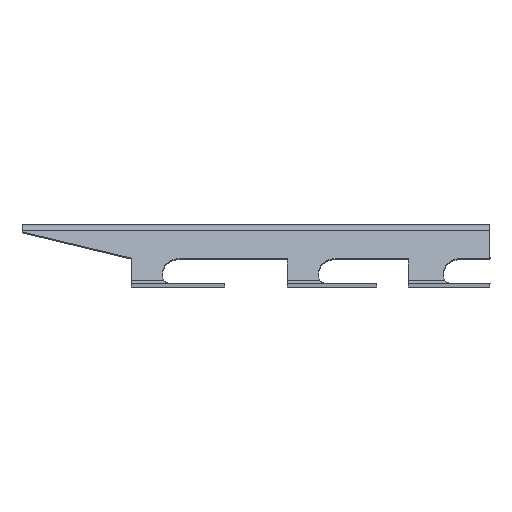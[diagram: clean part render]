
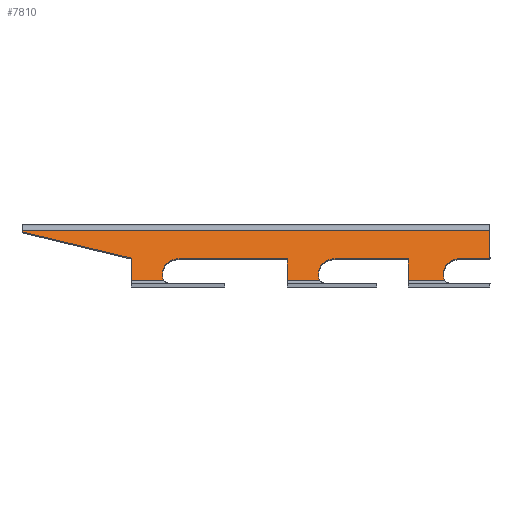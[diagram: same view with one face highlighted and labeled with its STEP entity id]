
A CAD part, left-side view. The second image highlights one B-rep face of the part: STEP entity #7810.
In plain terms, the highlighted planar face has unit normal (-0.966, 0, 0.259).
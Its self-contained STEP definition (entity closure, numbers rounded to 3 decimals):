
#107 = VERTEX_POINT ( 'NONE', #4531 ) ;
#149 = CARTESIAN_POINT ( 'NONE',  ( -63.801, -48.387, -14.259 ) ) ;
#239 = CARTESIAN_POINT ( 'NONE',  ( -63.801, 60., -14.259 ) ) ;
#299 = ORIENTED_EDGE ( 'NONE', *, *, #1892, .F. ) ;
#359 = FACE_OUTER_BOUND ( 'NONE', #3025, .T. ) ;
#385 = VECTOR ( 'NONE', #8726, 1000. ) ;
#453 = DIRECTION ( 'NONE',  ( -0.966, 0., 0.259 ) ) ;
#475 = EDGE_CURVE ( 'NONE', #3072, #1597, #1727, .T. ) ;
#680 = EDGE_CURVE ( 'NONE', #6126, #6323, #1624, .T. ) ;
#780 = ORIENTED_EDGE ( 'NONE', *, *, #8592, .T. ) ;
#805 = LINE ( 'NONE', #812, #1018 ) ;
#812 = CARTESIAN_POINT ( 'NONE',  ( -59.981, 32., 0. ) ) ;
#851 = EDGE_CURVE ( 'NONE', #1008, #7690, #4194, .T. ) ;
#874 = CARTESIAN_POINT ( 'NONE',  ( -63.801, 60., -14.259 ) ) ;
#942 = ORIENTED_EDGE ( 'NONE', *, *, #680, .T. ) ;
#1008 = VERTEX_POINT ( 'NONE', #1625 ) ;
#1018 = VECTOR ( 'NONE', #5638, 1000. ) ;
#1115 = CIRCLE ( 'NONE', #4166, 4. ) ;
#1264 = CIRCLE ( 'NONE', #7122, 4. ) ;
#1389 = EDGE_CURVE ( 'NONE', #3685, #4050, #4188, .T. ) ;
#1429 = LINE ( 'NONE', #7812, #5310 ) ;
#1525 = CARTESIAN_POINT ( 'NONE',  ( -62.322, 0., -8.738 ) ) ;
#1597 = VERTEX_POINT ( 'NONE', #6015 ) ;
#1624 = LINE ( 'NONE', #4823, #8715 ) ;
#1625 = CARTESIAN_POINT ( 'NONE',  ( -62.322, -20., -8.738 ) ) ;
#1668 = ORIENTED_EDGE ( 'NONE', *, *, #5804, .F. ) ;
#1727 = LINE ( 'NONE', #6418, #3553 ) ;
#1827 = CARTESIAN_POINT ( 'NONE',  ( -63.357, -20., -12.602 ) ) ;
#1857 = DIRECTION ( 'NONE',  ( 0.259, 0., 0.966 ) ) ;
#1892 = EDGE_CURVE ( 'NONE', #4550, #5622, #3756, .T. ) ;
#1970 = CARTESIAN_POINT ( 'NONE',  ( -59.981, 60., 0. ) ) ;
#2018 = EDGE_CURVE ( 'NONE', #107, #3219, #4098, .T. ) ;
#2341 = ORIENTED_EDGE ( 'NONE', *, *, #8013, .T. ) ;
#2464 = AXIS2_PLACEMENT_3D ( 'NONE', #1827, #453, #1857 ) ;
#2550 = EDGE_CURVE ( 'NONE', #3820, #1008, #5472, .T. ) ;
#2570 = CARTESIAN_POINT ( 'NONE',  ( -63.801, -8., -14.259 ) ) ;
#2650 = DIRECTION ( 'NONE',  ( -0.966, 0., 0.259 ) ) ;
#2812 = DIRECTION ( 'NONE',  ( 0., -1., 0. ) ) ;
#2824 = CARTESIAN_POINT ( 'NONE',  ( -63.195, 17.753, -11.995 ) ) ;
#2896 = DIRECTION ( 'NONE',  ( 0.966, 0., -0.259 ) ) ;
#2962 = VECTOR ( 'NONE', #3691, 1000. ) ;
#2979 = DIRECTION ( 'NONE',  ( -0.259, 0., -0.966 ) ) ;
#2987 = EDGE_CURVE ( 'NONE', #3037, #3820, #7732, .T. ) ;
#2998 = CARTESIAN_POINT ( 'NONE',  ( -63.801, 60., -14.259 ) ) ;
#3008 = DIRECTION ( 'NONE',  ( 0.259, 0., 0.966 ) ) ;
#3025 = EDGE_LOOP ( 'NONE', ( #780, #8193, #3349, #8105, #6713, #1668, #6397, #6826, #3824, #7906, #3089, #7202, #2341, #942, #4829, #299 ) ) ;
#3028 = VERTEX_POINT ( 'NONE', #4638 ) ;
#3037 = VERTEX_POINT ( 'NONE', #8751 ) ;
#3072 = VERTEX_POINT ( 'NONE', #2570 ) ;
#3089 = ORIENTED_EDGE ( 'NONE', *, *, #2987, .F. ) ;
#3219 = VERTEX_POINT ( 'NONE', #3456 ) ;
#3349 = ORIENTED_EDGE ( 'NONE', *, *, #3636, .T. ) ;
#3352 = DIRECTION ( 'NONE',  ( -0.966, 0., 0.259 ) ) ;
#3456 = CARTESIAN_POINT ( 'NONE',  ( -63.801, 23.613, -14.259 ) ) ;
#3553 = VECTOR ( 'NONE', #3008, 1000. ) ;
#3636 = EDGE_CURVE ( 'NONE', #4050, #107, #805, .T. ) ;
#3685 = VERTEX_POINT ( 'NONE', #8393 ) ;
#3691 = DIRECTION ( 'NONE',  ( 0., -1., 0. ) ) ;
#3733 = DIRECTION ( 'NONE',  ( -0.063, -0.97, -0.234 ) ) ;
#3756 = LINE ( 'NONE', #7616, #4955 ) ;
#3820 = VERTEX_POINT ( 'NONE', #5128 ) ;
#3824 = ORIENTED_EDGE ( 'NONE', *, *, #851, .F. ) ;
#3926 = CARTESIAN_POINT ( 'NONE',  ( -44.767, -39., 56.78 ) ) ;
#3964 = CARTESIAN_POINT ( 'NONE',  ( -60.378, 60., -1.482 ) ) ;
#4050 = VERTEX_POINT ( 'NONE', #6025 ) ;
#4093 = CARTESIAN_POINT ( 'NONE',  ( -62.322, -52., -8.738 ) ) ;
#4098 = LINE ( 'NONE', #2998, #7539 ) ;
#4166 = AXIS2_PLACEMENT_3D ( 'NONE', #7035, #2896, #7726 ) ;
#4188 = LINE ( 'NONE', #2824, #6020 ) ;
#4194 = CIRCLE ( 'NONE', #2464, 4. ) ;
#4279 = VERTEX_POINT ( 'NONE', #149 ) ;
#4327 = DIRECTION ( 'NONE',  ( 0., -1., 0. ) ) ;
#4471 = DIRECTION ( 'NONE',  ( 0., 1., 0. ) ) ;
#4531 = CARTESIAN_POINT ( 'NONE',  ( -63.801, 32., -14.259 ) ) ;
#4550 = VERTEX_POINT ( 'NONE', #3964 ) ;
#4638 = CARTESIAN_POINT ( 'NONE',  ( -62.322, 20., -8.738 ) ) ;
#4823 = CARTESIAN_POINT ( 'NONE',  ( -62.322, 60., -8.738 ) ) ;
#4829 = ORIENTED_EDGE ( 'NONE', *, *, #5298, .F. ) ;
#4955 = VECTOR ( 'NONE', #6050, 1000. ) ;
#5128 = CARTESIAN_POINT ( 'NONE',  ( -62.322, -39., -8.738 ) ) ;
#5224 = EDGE_CURVE ( 'NONE', #3028, #3219, #1264, .T. ) ;
#5231 = CARTESIAN_POINT ( 'NONE',  ( -63.801, -16.387, -14.259 ) ) ;
#5235 = LINE ( 'NONE', #874, #5445 ) ;
#5298 = EDGE_CURVE ( 'NONE', #5622, #6323, #7520, .T. ) ;
#5310 = VECTOR ( 'NONE', #2979, 1000. ) ;
#5445 = VECTOR ( 'NONE', #4327, 1000. ) ;
#5455 = VECTOR ( 'NONE', #4471, 1000. ) ;
#5472 = LINE ( 'NONE', #1525, #8911 ) ;
#5523 = DIRECTION ( 'NONE',  ( -0.259, 0., -0.966 ) ) ;
#5610 = CARTESIAN_POINT ( 'NONE',  ( -60.378, -60., -1.482 ) ) ;
#5622 = VERTEX_POINT ( 'NONE', #5610 ) ;
#5638 = DIRECTION ( 'NONE',  ( -0.259, 0., -0.966 ) ) ;
#5697 = VECTOR ( 'NONE', #5523, 1000. ) ;
#5804 = EDGE_CURVE ( 'NONE', #1597, #3028, #7292, .T. ) ;
#6015 = CARTESIAN_POINT ( 'NONE',  ( -62.322, -8., -8.738 ) ) ;
#6020 = VECTOR ( 'NONE', #3733, 1000. ) ;
#6025 = CARTESIAN_POINT ( 'NONE',  ( -62.276, 32., -8.564 ) ) ;
#6050 = DIRECTION ( 'NONE',  ( 0., -1., 0. ) ) ;
#6113 = PLANE ( 'NONE',  #7112 ) ;
#6126 = VERTEX_POINT ( 'NONE', #4093 ) ;
#6301 = EDGE_CURVE ( 'NONE', #3037, #4279, #5235, .T. ) ;
#6323 = VERTEX_POINT ( 'NONE', #6426 ) ;
#6339 = EDGE_CURVE ( 'NONE', #3072, #7690, #6852, .T. ) ;
#6341 = DIRECTION ( 'NONE',  ( 0., 1., 0. ) ) ;
#6397 = ORIENTED_EDGE ( 'NONE', *, *, #475, .F. ) ;
#6418 = CARTESIAN_POINT ( 'NONE',  ( -44.767, -8., 56.78 ) ) ;
#6426 = CARTESIAN_POINT ( 'NONE',  ( -62.322, -60., -8.738 ) ) ;
#6504 = CARTESIAN_POINT ( 'NONE',  ( -62.322, 0., -8.738 ) ) ;
#6713 = ORIENTED_EDGE ( 'NONE', *, *, #5224, .F. ) ;
#6826 = ORIENTED_EDGE ( 'NONE', *, *, #6339, .T. ) ;
#6852 = LINE ( 'NONE', #239, #2962 ) ;
#7035 = CARTESIAN_POINT ( 'NONE',  ( -63.357, -52., -12.602 ) ) ;
#7112 = AXIS2_PLACEMENT_3D ( 'NONE', #1970, #2650, #7491 ) ;
#7122 = AXIS2_PLACEMENT_3D ( 'NONE', #7493, #3352, #8171 ) ;
#7202 = ORIENTED_EDGE ( 'NONE', *, *, #6301, .T. ) ;
#7292 = LINE ( 'NONE', #6504, #5455 ) ;
#7491 = DIRECTION ( 'NONE',  ( 0.259, 0., 0.966 ) ) ;
#7493 = CARTESIAN_POINT ( 'NONE',  ( -63.357, 20., -12.602 ) ) ;
#7520 = LINE ( 'NONE', #8261, #5697 ) ;
#7539 = VECTOR ( 'NONE', #7825, 1000. ) ;
#7616 = CARTESIAN_POINT ( 'NONE',  ( -60.378, 60., -1.482 ) ) ;
#7690 = VERTEX_POINT ( 'NONE', #5231 ) ;
#7726 = DIRECTION ( 'NONE',  ( 0.259, 0., 0.966 ) ) ;
#7732 = LINE ( 'NONE', #3926, #385 ) ;
#7810 = ADVANCED_FACE ( 'NONE', ( #359 ), #6113, .T. ) ;
#7812 = CARTESIAN_POINT ( 'NONE',  ( -59.981, 60., 0. ) ) ;
#7825 = DIRECTION ( 'NONE',  ( 0., -1., 0. ) ) ;
#7906 = ORIENTED_EDGE ( 'NONE', *, *, #2550, .F. ) ;
#8013 = EDGE_CURVE ( 'NONE', #4279, #6126, #1115, .T. ) ;
#8105 = ORIENTED_EDGE ( 'NONE', *, *, #2018, .T. ) ;
#8171 = DIRECTION ( 'NONE',  ( 0.259, 0., 0.966 ) ) ;
#8193 = ORIENTED_EDGE ( 'NONE', *, *, #1389, .T. ) ;
#8261 = CARTESIAN_POINT ( 'NONE',  ( -59.981, -60., 0. ) ) ;
#8393 = CARTESIAN_POINT ( 'NONE',  ( -60.469, 60., -1.821 ) ) ;
#8592 = EDGE_CURVE ( 'NONE', #4550, #3685, #1429, .T. ) ;
#8715 = VECTOR ( 'NONE', #2812, 1000. ) ;
#8726 = DIRECTION ( 'NONE',  ( 0.259, 0., 0.966 ) ) ;
#8751 = CARTESIAN_POINT ( 'NONE',  ( -63.801, -39., -14.259 ) ) ;
#8911 = VECTOR ( 'NONE', #6341, 1000. ) ;
